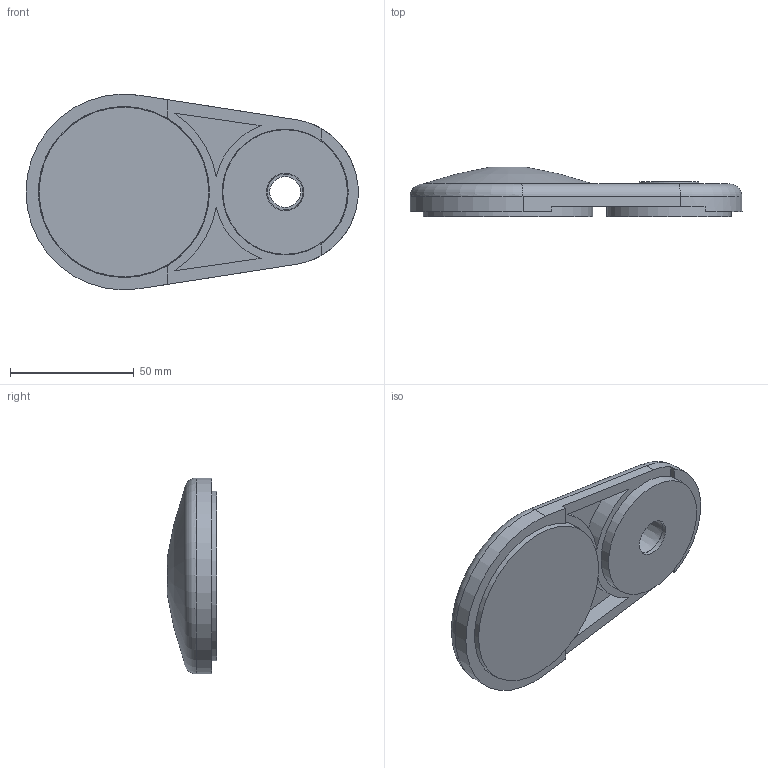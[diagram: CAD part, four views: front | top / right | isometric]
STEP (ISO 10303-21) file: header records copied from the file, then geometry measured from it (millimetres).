
FILE_DESCRIPTION(('FreeCAD Model'),'2;1');
FILE_NAME('Open CASCADE Shape Model','2024-03-20T11:00:25',(''),(''), 'Open CASCADE STEP processor 7.6','FreeCAD','Unknown');
FILE_SCHEMA(('AUTOMOTIVE_DESIGN { 1 0 10303 214 1 1 1 1 }'));
Length unit declared in the file: millimetre
Products named in the file (1): STI8-PPCA80
Bounding box: 133.9 x 19.93 x 78.99 mm (x, y, z)
Volume: 79486.9 mm3; surface area: 45069.1 mm2
Topology: 1 solids, 3 shells, 184 faces, 501 edges, 333 vertices
Faces by surface type: plane 93, cone 52, cylinder 17, revolution 17, torus 3, sphere 2
Full cylindrical faces by diameter (mm): 12.5 x1, 15 x1, 24 x1, 45 x1, 49.2 x1, 50.27 x1, 68.44 x1, 69 x1, 70.015 x1
Entity records: 15722 total; most frequent: CARTESIAN_POINT 4936, DIRECTION 1627, ORIENTED_EDGE 998, PCURVE 998, DEFINITIONAL_REPRESENTATION 998, LINE 771, VECTOR 771, EDGE_CURVE 499
